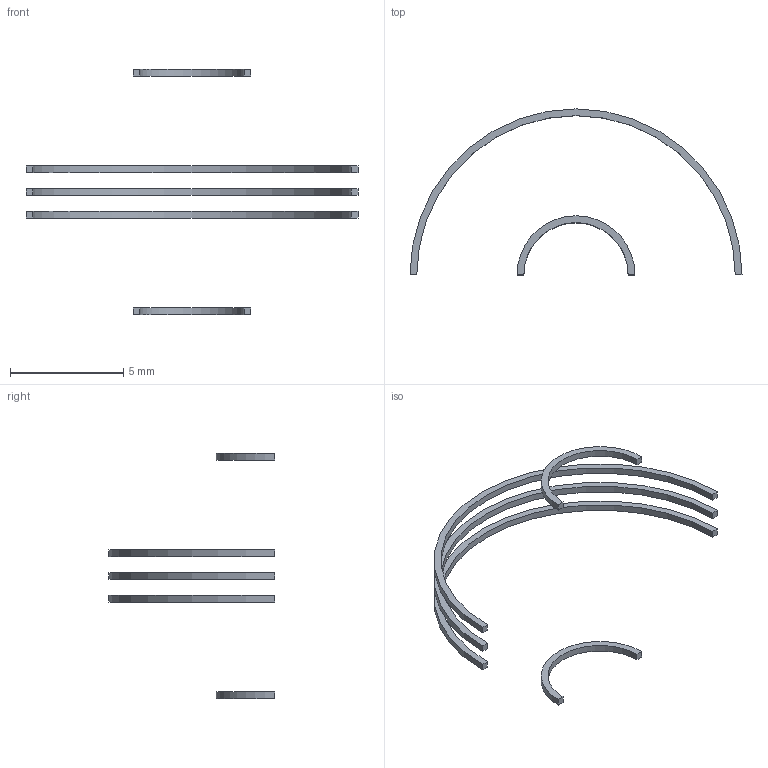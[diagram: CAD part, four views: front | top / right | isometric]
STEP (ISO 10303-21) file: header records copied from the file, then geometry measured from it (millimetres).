
FILE_DESCRIPTION(('FreeCAD Model'),'2;1');
FILE_NAME( 'poloidal_magnet.stp', '2019-06-27T15:23:14',('Author'),(''), 'Open CASCADE STEP processor 7.0','FreeCAD','Unknown');
FILE_SCHEMA(('AUTOMOTIVE_DESIGN { 1 0 10303 214 1 1 1 1 }'));
Length unit declared in the file: millimetre
Products named in the file (5): Open_CASCADE_STEP_translator_7.3_850; Open_CASCADE_STEP_translator_7.3_852; Open_CASCADE_STEP_translator_7.3_851; Open_CASCADE_STEP_translator_7.3_853; Open_CASCADE_STEP_translator_7.3_854
Bounding box: 14.65 x 7.32 x 10.83 mm (x, y, z)
Volume: 7.5 mm3; surface area: 100.5 mm2
Topology: 5 solids, 5 shells, 30 faces, 60 edges, 40 vertices
Faces by surface type: plane 10, cylinder 10, bspline 10
Entity records: 7135 total; most frequent: CARTESIAN_POINT 5839, DIRECTION 202, ORIENTED_EDGE 120, PCURVE 120, DEFINITIONAL_REPRESENTATION 120, LINE 100, VECTOR 100, EDGE_CURVE 60
